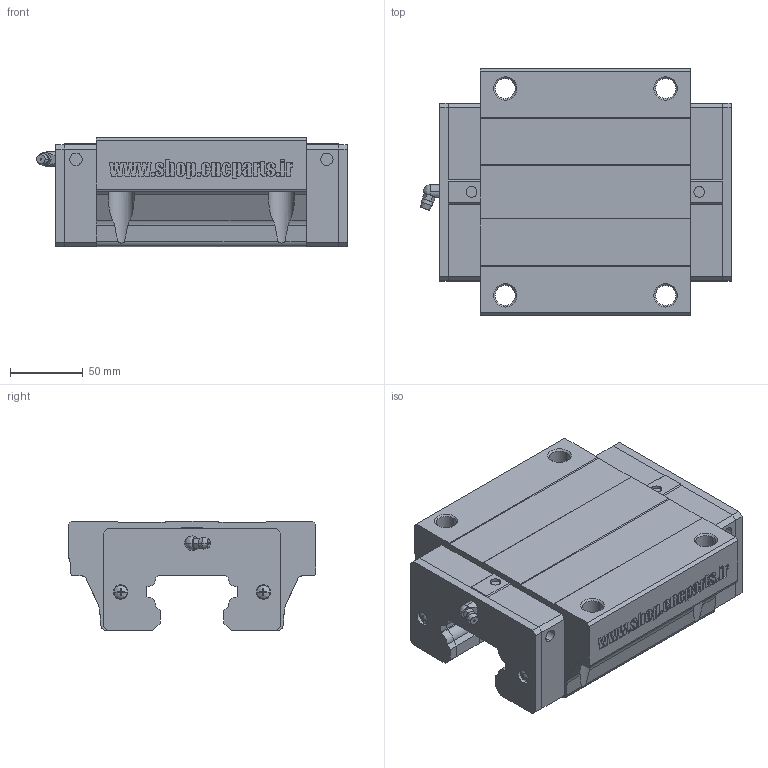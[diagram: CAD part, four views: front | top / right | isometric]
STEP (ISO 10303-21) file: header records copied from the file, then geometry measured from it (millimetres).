
FILE_DESCRIPTION (( 'STEP AP214' ), '1' );
FILE_NAME ('HGW65.STEP', '2025-10-21T07:21:35', ( '' ), ( '' ), 'SwSTEP 2.0', 'SolidWorks 2024', '' );
FILE_SCHEMA (( 'AUTOMOTIVE_DESIGN' ));
Length unit declared in the file: millimetre
Products named in the file (1): HGW65
Bounding box: 213.1 x 170 x 75 mm (x, y, z)
Volume: 1682319.3 mm3; surface area: 188086.9 mm2
Topology: 10 solids, 10 shells, 680 faces, 1824 edges, 1199 vertices
Faces by surface type: plane 418, bspline 119, cylinder 85, cone 58
Entity records: 27222 total; most frequent: CARTESIAN_POINT 10959, ORIENTED_EDGE 3644, DIRECTION 2831, EDGE_CURVE 1822, VECTOR 1211, LINE 1211, VERTEX_POINT 1199, AXIS2_PLACEMENT_3D 810
